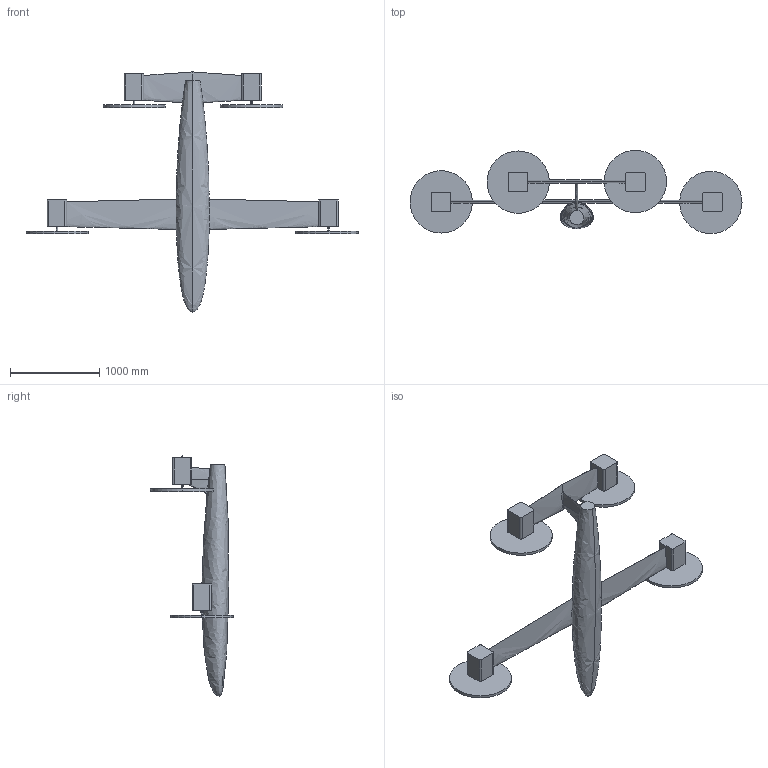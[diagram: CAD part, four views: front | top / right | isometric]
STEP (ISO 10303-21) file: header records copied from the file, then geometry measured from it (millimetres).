
FILE_DESCRIPTION (( 'STEP AP214' ), '1' );
FILE_NAME ('Orgo body and motors.STEP', '2026-02-22T14:50:42', ( '' ), ( '' ), 'SwSTEP 2.0', 'SolidWorks 2025', '' );
FILE_SCHEMA (( 'AUTOMOTIVE_DESIGN' ));
Length unit declared in the file: millimetre
Products named in the file (4): 05_Motor_Hub; Orgo body and motors; 06_Rotor_representation; Orgo body
Assembly tree (9 placements, depth 2):
  Orgo body and motors
    Orgo body
    05_Motor_Hub  x4
    06_Rotor_representation  x4
Bounding box: 3727.43 x 932.21 x 2696.5 mm (x, y, z)
Volume: 277401854.9 mm3; surface area: 9650263.7 mm2
Topology: 9 solids, 9 shells, 95 faces, 209 edges, 134 vertices
Faces by surface type: plane 45, cylinder 32, bspline 10, torus 8
Entity records: 9532 total; most frequent: CARTESIAN_POINT 8589, ORIENTED_EDGE 174, DIRECTION 157, EDGE_CURVE 87, AXIS2_PLACEMENT_3D 62, VERTEX_POINT 56, EDGE_LOOP 39, FACE_OUTER_BOUND 38
